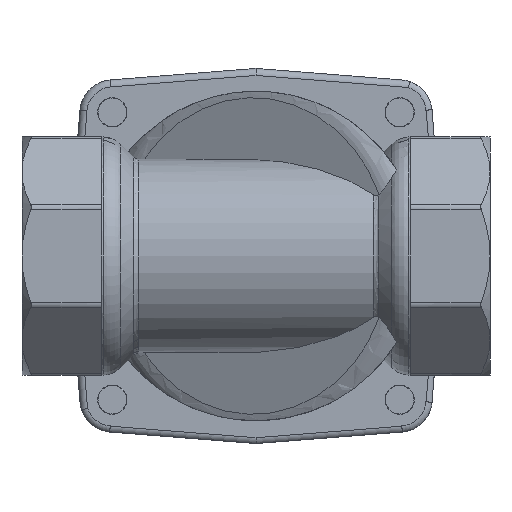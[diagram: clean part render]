
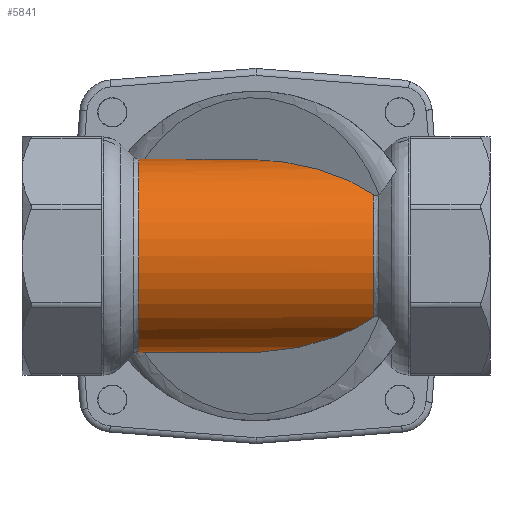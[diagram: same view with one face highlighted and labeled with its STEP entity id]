
A CAD part, front view. The second image highlights one B-rep face of the part: STEP entity #5841.
In plain terms, the highlighted cylindrical face has radius 27.6 mm (diameter 55.2 mm), a partial arc.
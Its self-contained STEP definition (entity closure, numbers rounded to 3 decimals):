
#5715=CARTESIAN_POINT('',(-33.512,17.348,-21.466));
#5716=VERTEX_POINT('',#5715);
#5730=CARTESIAN_POINT('',(-33.512,17.348,21.466));
#5731=VERTEX_POINT('',#5730);
#5732=CARTESIAN_POINT('',(-33.512,0.0,0.0));
#5733=DIRECTION('',(-1.0,0.0,0.0));
#5734=DIRECTION('',(0.0,0.0,1.0));
#5735=AXIS2_PLACEMENT_3D('',#5732,#5733,#5734);
#5736=CIRCLE('',#5735,27.6);
#5737=EDGE_CURVE('',#5716,#5731,#5736,.T.);
#5769=CARTESIAN_POINT('',(33.512,-21.348,-17.494));
#5770=VERTEX_POINT('',#5769);
#5793=CARTESIAN_POINT('',(33.512,-21.348,17.494));
#5794=VERTEX_POINT('',#5793);
#5808=CARTESIAN_POINT('',(33.512,0.0,0.0));
#5809=DIRECTION('',(-1.0,0.0,0.0));
#5810=DIRECTION('',(0.0,0.0,1.0));
#5811=AXIS2_PLACEMENT_3D('',#5808,#5809,#5810);
#5812=CIRCLE('',#5811,27.6);
#5813=EDGE_CURVE('',#5770,#5794,#5812,.T.);
#5818=CARTESIAN_POINT('',(-44.22,0.0,0.0));
#5819=DIRECTION('',(1.0,0.0,0.0));
#5820=DIRECTION('',(0.0,0.0,1.0));
#5821=AXIS2_PLACEMENT_3D('',#5818,#5819,#5820);
#5822=CYLINDRICAL_SURFACE('',#5821,27.6);
#5823=CARTESIAN_POINT('',(-3.464,0.0,0.0));
#5824=DIRECTION('',(-0.5,-0.866,0.0));
#5825=DIRECTION('',(-0.866,0.5,0.0));
#5826=AXIS2_PLACEMENT_3D('',#5823,#5824,#5825);
#5827=ELLIPSE('',#5826,55.2,27.6);
#5828=EDGE_CURVE('',#5731,#5794,#5827,.F.);
#5829=ORIENTED_EDGE('',*,*,#5828,.F.);
#5830=ORIENTED_EDGE('',*,*,#5737,.F.);
#5831=CARTESIAN_POINT('',(-3.464,0.0,0.0));
#5832=DIRECTION('',(-0.5,-0.866,0.0));
#5833=DIRECTION('',(-0.866,0.5,0.0));
#5834=AXIS2_PLACEMENT_3D('',#5831,#5832,#5833);
#5835=ELLIPSE('',#5834,55.2,27.6);
#5836=EDGE_CURVE('',#5770,#5716,#5835,.F.);
#5837=ORIENTED_EDGE('',*,*,#5836,.F.);
#5838=ORIENTED_EDGE('',*,*,#5813,.T.);
#5839=EDGE_LOOP('',(#5829,#5830,#5837,#5838));
#5840=FACE_OUTER_BOUND('',#5839,.T.);
#5841=ADVANCED_FACE('',(#5840),#5822,.T.);
